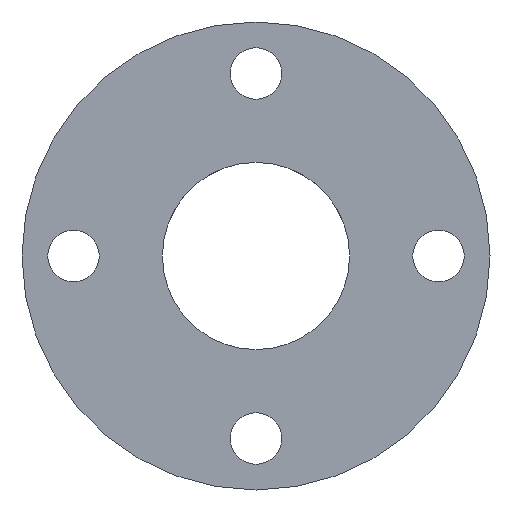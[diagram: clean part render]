
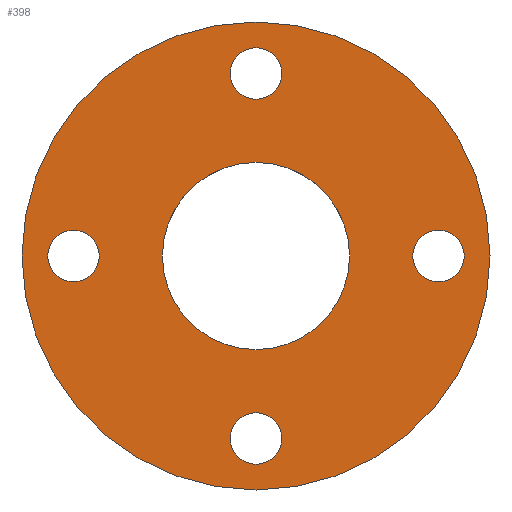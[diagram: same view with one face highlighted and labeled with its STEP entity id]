
A CAD part, left-side view. The second image highlights one B-rep face of the part: STEP entity #398.
In plain terms, the highlighted planar face has unit normal (-1, 0, 0).
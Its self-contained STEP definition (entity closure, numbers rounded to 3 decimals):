
#168 = VERTEX_POINT( '', #451 );
#174 = VERTEX_POINT( '', #458 );
#186 = VERTEX_POINT( '', #472 );
#192 = VERTEX_POINT( '', #479 );
#194 = VERTEX_POINT( '', #481 );
#200 = VERTEX_POINT( '', #487 );
#206 = EDGE_CURVE( '', #418, #186, #493, .T. );
#222 = VERTEX_POINT( '', #510 );
#244 = EDGE_CURVE( '', #168, #330, #535, .T. );
#272 = EDGE_CURVE( '', #174, #380, #566, .T. );
#284 = EDGE_CURVE( '', #200, #192, #580, .T. );
#292 = EDGE_CURVE( '', #192, #200, #589, .T. );
#306 = EDGE_CURVE( '', #380, #174, #610, .T. );
#314 = VERTEX_POINT( '', #618 );
#322 = EDGE_CURVE( '', #330, #168, #628, .T. );
#330 = VERTEX_POINT( '', #637 );
#338 = VERTEX_POINT( '', #646 );
#358 = EDGE_CURVE( '', #222, #194, #668, .T. );
#374 = EDGE_CURVE( '', #314, #338, #685, .T. );
#380 = VERTEX_POINT( '', #691 );
#384 = EDGE_CURVE( '', #194, #222, #695, .T. );
#398 = ADVANCED_FACE( '', ( #710, #711, #712, #713, #714, #715 ), #716, .T. );
#406 = EDGE_CURVE( '', #338, #314, #726, .T. );
#414 = EDGE_CURVE( '', #186, #418, #734, .T. );
#418 = VERTEX_POINT( '', #738 );
#451 = CARTESIAN_POINT( '', ( 0., 16.75, 0. ) );
#458 = CARTESIAN_POINT( '', ( 0., -22.25, 0. ) );
#472 = CARTESIAN_POINT( '', ( 0., 25., 0. ) );
#479 = CARTESIAN_POINT( '', ( 0., 0., 22.25 ) );
#481 = CARTESIAN_POINT( '', ( 0., -10., 0. ) );
#487 = CARTESIAN_POINT( '', ( 0., 0., 16.75 ) );
#493 = CIRCLE( '', #851, 25. );
#510 = CARTESIAN_POINT( '', ( 0., 10., 0. ) );
#535 = CIRCLE( '', #989, 2.75 );
#566 = CIRCLE( '', #1066, 2.75 );
#580 = CIRCLE( '', #1084, 2.75 );
#589 = CIRCLE( '', #1129, 2.75 );
#610 = CIRCLE( '', #1156, 2.75 );
#618 = CARTESIAN_POINT( '', ( 0., 0., -16.75 ) );
#628 = CIRCLE( '', #1176, 2.75 );
#637 = CARTESIAN_POINT( '', ( 0., 22.25, 0. ) );
#646 = CARTESIAN_POINT( '', ( 0., 0., -22.25 ) );
#668 = CIRCLE( '', #1309, 10. );
#685 = CIRCLE( '', #1330, 2.75 );
#691 = CARTESIAN_POINT( '', ( 0., -16.75, 0. ) );
#695 = CIRCLE( '', #1346, 10. );
#710 = FACE_BOUND( '', #1364, .T. );
#711 = FACE_BOUND( '', #1365, .T. );
#712 = FACE_BOUND( '', #1366, .T. );
#713 = FACE_BOUND( '', #1367, .T. );
#714 = FACE_BOUND( '', #1368, .T. );
#715 = FACE_OUTER_BOUND( '', #1369, .T. );
#716 = PLANE( '', #1370 );
#726 = CIRCLE( '', #1382, 2.75 );
#734 = CIRCLE( '', #1395, 25. );
#738 = CARTESIAN_POINT( '', ( 0., -25., 0. ) );
#851 = AXIS2_PLACEMENT_3D( '', #1456, #1457, #1458 );
#989 = AXIS2_PLACEMENT_3D( '', #1502, #1503, #1504 );
#1066 = AXIS2_PLACEMENT_3D( '', #1537, #1538, #1539 );
#1084 = AXIS2_PLACEMENT_3D( '', #1560, #1561, #1562 );
#1129 = AXIS2_PLACEMENT_3D( '', #1571, #1572, #1573 );
#1156 = AXIS2_PLACEMENT_3D( '', #1603, #1604, #1605 );
#1176 = AXIS2_PLACEMENT_3D( '', #1629, #1630, #1631 );
#1309 = AXIS2_PLACEMENT_3D( '', #1671, #1672, #1673 );
#1330 = AXIS2_PLACEMENT_3D( '', #1686, #1687, #1688 );
#1346 = AXIS2_PLACEMENT_3D( '', #1694, #1695, #1696 );
#1364 = EDGE_LOOP( '', ( #1710, #1711 ) );
#1365 = EDGE_LOOP( '', ( #1712, #1713 ) );
#1366 = EDGE_LOOP( '', ( #1714, #1715 ) );
#1367 = EDGE_LOOP( '', ( #1716, #1717 ) );
#1368 = EDGE_LOOP( '', ( #1718, #1719 ) );
#1369 = EDGE_LOOP( '', ( #1720, #1721 ) );
#1370 = AXIS2_PLACEMENT_3D( '', #1722, #1723, #1724 );
#1382 = AXIS2_PLACEMENT_3D( '', #1736, #1737, #1738 );
#1395 = AXIS2_PLACEMENT_3D( '', #1746, #1747, #1748 );
#1456 = CARTESIAN_POINT( '', ( 0., 0., 0. ) );
#1457 = DIRECTION( '', ( -1., 0., 0. ) );
#1458 = DIRECTION( '', ( 0., 1., 0. ) );
#1502 = CARTESIAN_POINT( '', ( 0., 19.5, 0. ) );
#1503 = DIRECTION( '', ( 1., 0., 0. ) );
#1504 = DIRECTION( '', ( 0., 1., 0. ) );
#1537 = CARTESIAN_POINT( '', ( 0., -19.5, 0. ) );
#1538 = DIRECTION( '', ( 1., 0., 0. ) );
#1539 = DIRECTION( '', ( 0., -1., 0. ) );
#1560 = CARTESIAN_POINT( '', ( 0., 0., 19.5 ) );
#1561 = DIRECTION( '', ( 1., 0., 0. ) );
#1562 = DIRECTION( '', ( 0., 0., 1. ) );
#1571 = CARTESIAN_POINT( '', ( 0., 0., 19.5 ) );
#1572 = DIRECTION( '', ( 1., 0., 0. ) );
#1573 = DIRECTION( '', ( 0., 0., 1. ) );
#1603 = CARTESIAN_POINT( '', ( 0., -19.5, 0. ) );
#1604 = DIRECTION( '', ( 1., 0., 0. ) );
#1605 = DIRECTION( '', ( 0., -1., 0. ) );
#1629 = CARTESIAN_POINT( '', ( 0., 19.5, 0. ) );
#1630 = DIRECTION( '', ( 1., 0., 0. ) );
#1631 = DIRECTION( '', ( 0., 1., 0. ) );
#1671 = CARTESIAN_POINT( '', ( 0., 0., 0. ) );
#1672 = DIRECTION( '', ( -1., 0., 0. ) );
#1673 = DIRECTION( '', ( 0., 1., 0. ) );
#1686 = CARTESIAN_POINT( '', ( 0., 0., -19.5 ) );
#1687 = DIRECTION( '', ( 1., 0., 0. ) );
#1688 = DIRECTION( '', ( 0., 0., -1. ) );
#1694 = CARTESIAN_POINT( '', ( 0., 0., 0. ) );
#1695 = DIRECTION( '', ( -1., 0., 0. ) );
#1696 = DIRECTION( '', ( 0., 1., 0. ) );
#1710 = ORIENTED_EDGE( '', *, *, #406, .T. );
#1711 = ORIENTED_EDGE( '', *, *, #374, .T. );
#1712 = ORIENTED_EDGE( '', *, *, #292, .T. );
#1713 = ORIENTED_EDGE( '', *, *, #284, .T. );
#1714 = ORIENTED_EDGE( '', *, *, #272, .T. );
#1715 = ORIENTED_EDGE( '', *, *, #306, .T. );
#1716 = ORIENTED_EDGE( '', *, *, #322, .T. );
#1717 = ORIENTED_EDGE( '', *, *, #244, .T. );
#1718 = ORIENTED_EDGE( '', *, *, #358, .F. );
#1719 = ORIENTED_EDGE( '', *, *, #384, .F. );
#1720 = ORIENTED_EDGE( '', *, *, #414, .T. );
#1721 = ORIENTED_EDGE( '', *, *, #206, .T. );
#1722 = CARTESIAN_POINT( '', ( 0., 17.5, 0. ) );
#1723 = DIRECTION( '', ( -1., 0., 0. ) );
#1724 = DIRECTION( '', ( 0., 1., 0. ) );
#1736 = CARTESIAN_POINT( '', ( 0., 0., -19.5 ) );
#1737 = DIRECTION( '', ( 1., 0., 0. ) );
#1738 = DIRECTION( '', ( 0., 0., -1. ) );
#1746 = CARTESIAN_POINT( '', ( 0., 0., 0. ) );
#1747 = DIRECTION( '', ( -1., 0., 0. ) );
#1748 = DIRECTION( '', ( 0., 1., 0. ) );
